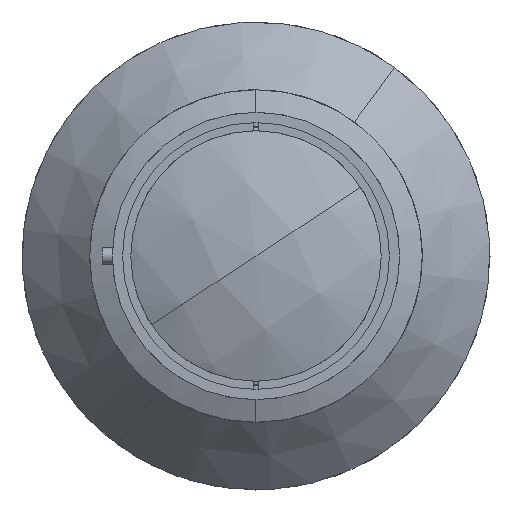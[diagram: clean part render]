
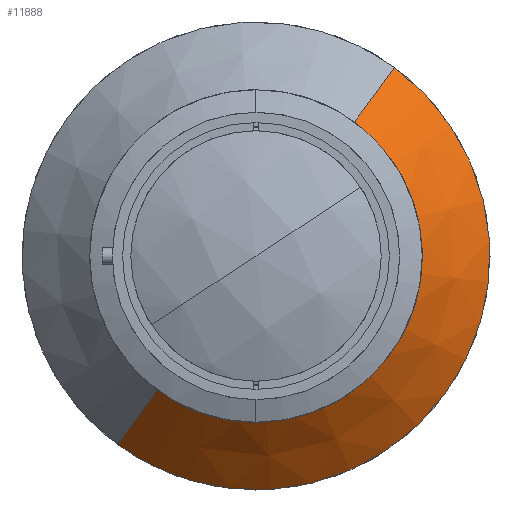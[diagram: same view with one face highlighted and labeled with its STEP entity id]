
A CAD part, left-side view. The second image highlights one B-rep face of the part: STEP entity #11888.
In plain terms, the highlighted conical face has half-angle 45 degrees and reference radius 57 mm.
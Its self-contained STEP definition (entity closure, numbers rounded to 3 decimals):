
#2689 = EDGE_CURVE ( 'NONE', #11228, #26266, #15463, .T. ) ;
#3622 = CARTESIAN_POINT ( 'NONE',  ( 193.366, 23.99, -32.63 ) ) ;
#4294 = DIRECTION ( 'NONE',  ( 1., 0., 0. ) ) ;
#5358 = LINE ( 'NONE', #21887, #28184 ) ;
#6034 = CARTESIAN_POINT ( 'NONE',  ( 209.866, 33.763, -45.924 ) ) ;
#6541 = DIRECTION ( 'NONE',  ( 0., -0.592, 0.806 ) ) ;
#6582 = EDGE_CURVE ( 'NONE', #9670, #9652, #5358, .T. ) ;
#8000 = FACE_OUTER_BOUND ( 'NONE', #17018, .T. ) ;
#8599 = CIRCLE ( 'NONE', #25716, 40.5 ) ;
#8626 = ORIENTED_EDGE ( 'NONE', *, *, #20512, .F. ) ;
#8943 = ORIENTED_EDGE ( 'NONE', *, *, #2689, .T. ) ;
#9283 = CIRCLE ( 'NONE', #26304, 57. ) ;
#9652 = VERTEX_POINT ( 'NONE', #24015 ) ;
#9670 = VERTEX_POINT ( 'NONE', #24487 ) ;
#9981 = CARTESIAN_POINT ( 'NONE',  ( 209.866, 0., 0. ) ) ;
#11228 = VERTEX_POINT ( 'NONE', #3622 ) ;
#11888 = ADVANCED_FACE ( 'NONE', ( #8000 ), #13211, .T. ) ;
#11981 = CARTESIAN_POINT ( 'NONE',  ( 193.366, 0., 0. ) ) ;
#12227 = DIRECTION ( 'NONE',  ( 0., 0.592, -0.806 ) ) ;
#13106 = DIRECTION ( 'NONE',  ( 0.707, -0.419, 0.57 ) ) ;
#13211 = CONICAL_SURFACE ( 'NONE', #17142, 57., 0.785 ) ;
#13810 = ORIENTED_EDGE ( 'NONE', *, *, #25093, .T. ) ;
#14230 = DIRECTION ( 'NONE',  ( 0., 0.592, -0.806 ) ) ;
#14257 = ORIENTED_EDGE ( 'NONE', *, *, #6582, .F. ) ;
#15463 = LINE ( 'NONE', #6034, #26509 ) ;
#17018 = EDGE_LOOP ( 'NONE', ( #8626, #8943, #13810, #14257 ) ) ;
#17142 = AXIS2_PLACEMENT_3D ( 'NONE', #26241, #4294, #6541 ) ;
#17659 = CARTESIAN_POINT ( 'NONE',  ( 209.866, 33.763, -45.924 ) ) ;
#20512 = EDGE_CURVE ( 'NONE', #11228, #9670, #8599, .T. ) ;
#21887 = CARTESIAN_POINT ( 'NONE',  ( 209.866, -33.763, 45.924 ) ) ;
#24015 = CARTESIAN_POINT ( 'NONE',  ( 209.866, -33.763, 45.924 ) ) ;
#24487 = CARTESIAN_POINT ( 'NONE',  ( 193.366, -23.99, 32.63 ) ) ;
#25093 = EDGE_CURVE ( 'NONE', #26266, #9652, #9283, .T. ) ;
#25439 = DIRECTION ( 'NONE',  ( -1., 0., 0. ) ) ;
#25716 = AXIS2_PLACEMENT_3D ( 'NONE', #11981, #27440, #14230 ) ;
#26102 = DIRECTION ( 'NONE',  ( 0.707, 0.419, -0.57 ) ) ;
#26241 = CARTESIAN_POINT ( 'NONE',  ( 209.866, 0., 0. ) ) ;
#26266 = VERTEX_POINT ( 'NONE', #17659 ) ;
#26304 = AXIS2_PLACEMENT_3D ( 'NONE', #9981, #25439, #12227 ) ;
#26509 = VECTOR ( 'NONE', #26102, 1000. ) ;
#27440 = DIRECTION ( 'NONE',  ( -1., 0., 0. ) ) ;
#28184 = VECTOR ( 'NONE', #13106, 1000. ) ;
